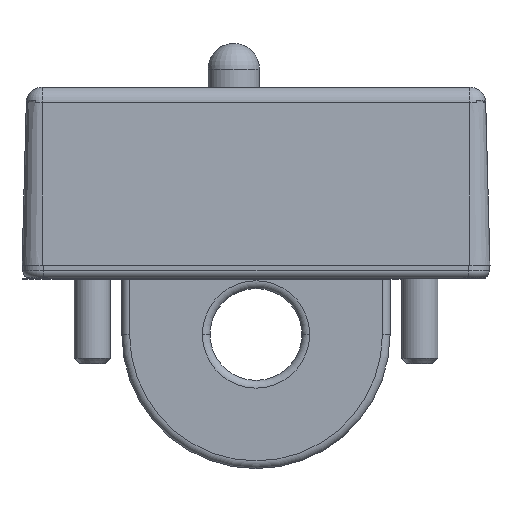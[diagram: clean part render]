
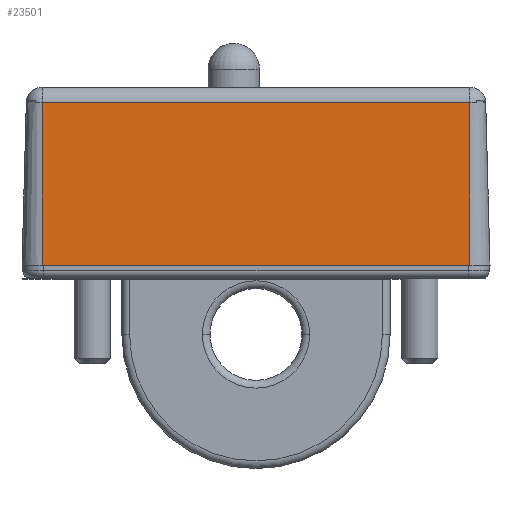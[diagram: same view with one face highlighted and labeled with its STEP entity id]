
A CAD part, left-side view. The second image highlights one B-rep face of the part: STEP entity #23501.
In plain terms, the highlighted face is planar.
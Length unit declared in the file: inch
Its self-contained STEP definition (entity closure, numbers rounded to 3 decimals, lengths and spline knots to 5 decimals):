
#300 = VECTOR ( 'NONE', #42854, 39.37008 ) ;
#2823 = DIRECTION ( 'NONE',  ( 0., 0., 1. ) ) ;
#2991 = CARTESIAN_POINT ( 'NONE',  ( -1.58031, 0.68, 0.815 ) ) ;
#4280 = ORIENTED_EDGE ( 'NONE', *, *, #31086, .T. ) ;
#10402 = CARTESIAN_POINT ( 'NONE',  ( -1.56403, 0.05843, -0.815 ) ) ;
#10823 = CARTESIAN_POINT ( 'NONE',  ( -1.5625, 0., 0.815 ) ) ;
#11217 = VERTEX_POINT ( 'NONE', #37943 ) ;
#12455 = VERTEX_POINT ( 'NONE', #34926 ) ;
#13456 = ORIENTED_EDGE ( 'NONE', *, *, #23048, .F. ) ;
#13593 = EDGE_CURVE ( 'NONE', #12455, #37204, #52027, .T. ) ;
#16680 = DIRECTION ( 'NONE',  ( 0.026, -1., 0. ) ) ;
#23048 = EDGE_CURVE ( 'NONE', #37204, #11217, #41807, .T. ) ;
#23497 = PLANE ( 'NONE',  #24669 ) ;
#23501 = ADVANCED_FACE ( 'NONE', ( #49475 ), #23497, .T. ) ;
#24669 = AXIS2_PLACEMENT_3D ( 'NONE', #41835, #37698, #50481 ) ;
#25378 = CARTESIAN_POINT ( 'NONE',  ( -1.56403, 0.05843, 0.815 ) ) ;
#28386 = EDGE_CURVE ( 'NONE', #12455, #51003, #45593, .T. ) ;
#28749 = VECTOR ( 'NONE', #58069, 39.37008 ) ;
#28752 = ORIENTED_EDGE ( 'NONE', *, *, #13593, .F. ) ;
#31086 = EDGE_CURVE ( 'NONE', #51003, #11217, #56640, .T. ) ;
#32744 = EDGE_LOOP ( 'NONE', ( #49092, #4280, #13456, #28752 ) ) ;
#34926 = CARTESIAN_POINT ( 'NONE',  ( -1.58031, 0.68, -0.815 ) ) ;
#37204 = VERTEX_POINT ( 'NONE', #2991 ) ;
#37698 = DIRECTION ( 'NONE',  ( -1., -0.026, 0. ) ) ;
#37943 = CARTESIAN_POINT ( 'NONE',  ( -1.56403, 0.05843, 0.815 ) ) ;
#41264 = VECTOR ( 'NONE', #2823, 39.37008 ) ;
#41807 = LINE ( 'NONE', #10823, #300 ) ;
#41835 = CARTESIAN_POINT ( 'NONE',  ( -1.5625, 0., 0.815 ) ) ;
#42854 = DIRECTION ( 'NONE',  ( 0.026, -1., 0. ) ) ;
#45593 = LINE ( 'NONE', #56938, #54031 ) ;
#49092 = ORIENTED_EDGE ( 'NONE', *, *, #28386, .T. ) ;
#49475 = FACE_OUTER_BOUND ( 'NONE', #32744, .T. ) ;
#50481 = DIRECTION ( 'NONE',  ( 0.026, -1., 0. ) ) ;
#51003 = VERTEX_POINT ( 'NONE', #10402 ) ;
#52027 = LINE ( 'NONE', #57673, #28749 ) ;
#54031 = VECTOR ( 'NONE', #16680, 39.37008 ) ;
#56640 = LINE ( 'NONE', #25378, #41264 ) ;
#56938 = CARTESIAN_POINT ( 'NONE',  ( -1.5625, 0., -0.815 ) ) ;
#57673 = CARTESIAN_POINT ( 'NONE',  ( -1.58031, 0.68, -0.815 ) ) ;
#58069 = DIRECTION ( 'NONE',  ( 0., 0., 1. ) ) ;
